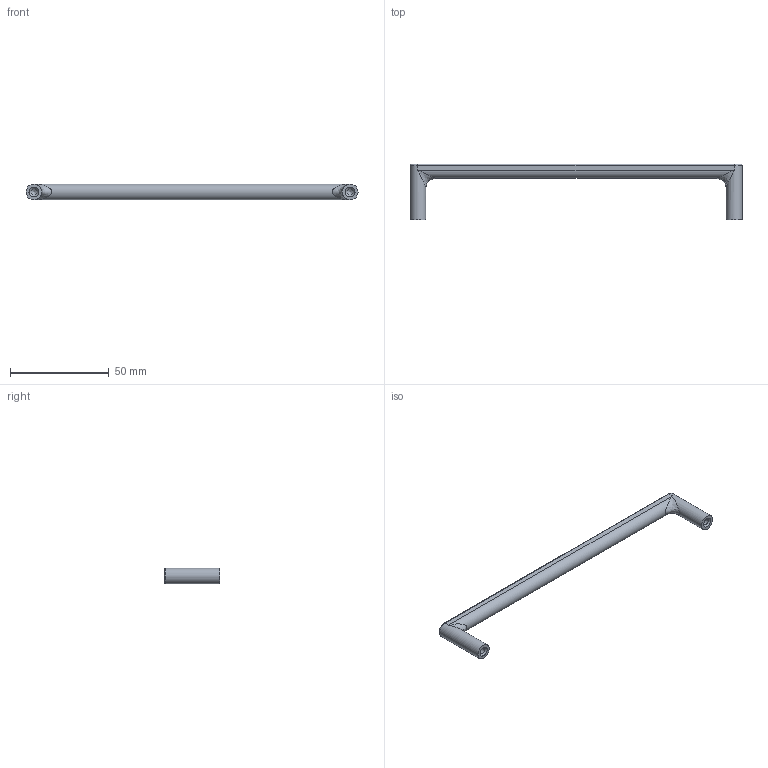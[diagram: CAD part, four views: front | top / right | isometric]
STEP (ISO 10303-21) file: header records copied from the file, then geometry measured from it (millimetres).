
FILE_DESCRIPTION(/* description */ (''),/* implementation_level */ '2;1');
FILE_NAME(/* name */ '0487_160_01.stp',/* time_stamp */ '2023-01-02T15:20:53+01:00',/* author */ ('jferrer'),/* organization */ (''),/* preprocessor_version */ 'ST-DEVELOPER v18.1',/* originating_system */ 'Autodesk Inventor 2022',/* authorisation */ '');
FILE_SCHEMA (('CONFIG_CONTROL_DESIGN'));
Length unit declared in the file: millimetre
Products named in the file (1): 0487_160_01
Bounding box: 168 x 28 x 8 mm (x, y, z)
Volume: 10206.7 mm3; surface area: 5723.5 mm2
Topology: 1 solids, 1 shells, 20 faces, 46 edges, 24 vertices
Faces by surface type: cylinder 7, plane 5, cone 4, torus 2, bspline 2
Full cylindrical faces by diameter (mm): 3.242 x2, 8 x2
Entity records: 710 total; most frequent: CARTESIAN_POINT 228, DIRECTION 100, ORIENTED_EDGE 80, AXIS2_PLACEMENT_3D 41, EDGE_CURVE 40, VERTEX_POINT 24, EDGE_LOOP 22, FACE_OUTER_BOUND 20
